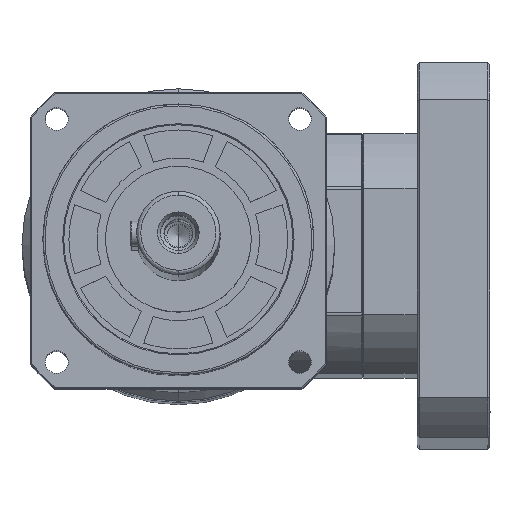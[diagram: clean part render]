
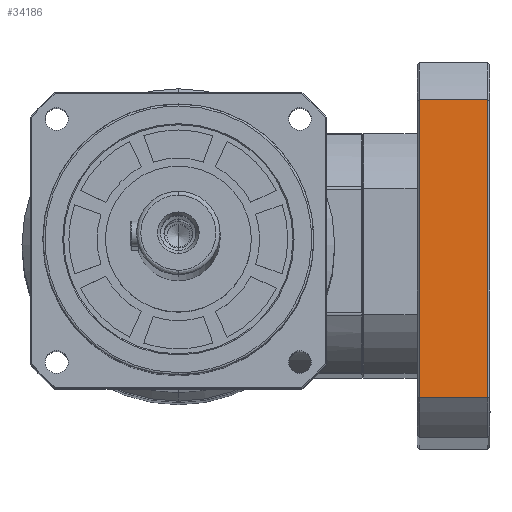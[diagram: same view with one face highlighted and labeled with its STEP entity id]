
A CAD part, left-side view. The second image highlights one B-rep face of the part: STEP entity #34186.
In plain terms, the highlighted face is planar.
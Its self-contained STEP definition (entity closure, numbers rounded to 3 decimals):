
#44 = VECTOR ( 'NONE', #14632, 1000. ) ;
#782 = LINE ( 'NONE', #1559, #18140 ) ;
#1559 = CARTESIAN_POINT ( 'NONE',  ( 45., 90., 63. ) ) ;
#1947 = CARTESIAN_POINT ( 'NONE',  ( -71.589, 90., 63. ) ) ;
#2483 = PLANE ( 'NONE',  #2776 ) ;
#2776 = AXIS2_PLACEMENT_3D ( 'NONE', #37976, #18854, #41174 ) ;
#3140 = VERTEX_POINT ( 'NONE', #1947 ) ;
#6796 = LINE ( 'NONE', #34245, #39983 ) ;
#7166 = CARTESIAN_POINT ( 'NONE',  ( 71.589, 90., 63. ) ) ;
#7387 = LINE ( 'NONE', #41762, #15048 ) ;
#7980 = DIRECTION ( 'NONE',  ( -1., 0., 0. ) ) ;
#8224 = CARTESIAN_POINT ( 'NONE',  ( 90., 90., 30. ) ) ;
#9737 = VERTEX_POINT ( 'NONE', #15097 ) ;
#11568 = ORIENTED_EDGE ( 'NONE', *, *, #28839, .T. ) ;
#13979 = EDGE_CURVE ( 'NONE', #25851, #3140, #782, .T. ) ;
#14632 = DIRECTION ( 'NONE',  ( -1., 0., 0. ) ) ;
#15048 = VECTOR ( 'NONE', #22563, 1000. ) ;
#15097 = CARTESIAN_POINT ( 'NONE',  ( -71.589, 90., 30. ) ) ;
#18063 = CARTESIAN_POINT ( 'NONE',  ( 71.589, 90., 30. ) ) ;
#18140 = VECTOR ( 'NONE', #7980, 1000. ) ;
#18854 = DIRECTION ( 'NONE',  ( 0., 1., 0. ) ) ;
#22463 = ORIENTED_EDGE ( 'NONE', *, *, #13979, .F. ) ;
#22563 = DIRECTION ( 'NONE',  ( 0., 0., -1. ) ) ;
#23547 = ORIENTED_EDGE ( 'NONE', *, *, #27839, .F. ) ;
#25851 = VERTEX_POINT ( 'NONE', #7166 ) ;
#25897 = LINE ( 'NONE', #8224, #44 ) ;
#26617 = VERTEX_POINT ( 'NONE', #18063 ) ;
#27839 = EDGE_CURVE ( 'NONE', #3140, #9737, #6796, .T. ) ;
#28839 = EDGE_CURVE ( 'NONE', #26617, #9737, #25897, .T. ) ;
#29206 = FACE_OUTER_BOUND ( 'NONE', #32250, .T. ) ;
#31503 = DIRECTION ( 'NONE',  ( 0., 0., -1. ) ) ;
#31674 = EDGE_CURVE ( 'NONE', #25851, #26617, #7387, .T. ) ;
#31783 = ORIENTED_EDGE ( 'NONE', *, *, #31674, .T. ) ;
#32250 = EDGE_LOOP ( 'NONE', ( #22463, #31783, #11568, #23547 ) ) ;
#34186 = ADVANCED_FACE ( 'NONE', ( #29206 ), #2483, .T. ) ;
#34245 = CARTESIAN_POINT ( 'NONE',  ( -71.589, 90., 64. ) ) ;
#37976 = CARTESIAN_POINT ( 'NONE',  ( 90., 90., 0. ) ) ;
#39983 = VECTOR ( 'NONE', #31503, 1000. ) ;
#41174 = DIRECTION ( 'NONE',  ( -1., 0., 0. ) ) ;
#41762 = CARTESIAN_POINT ( 'NONE',  ( 71.589, 90., 0. ) ) ;
